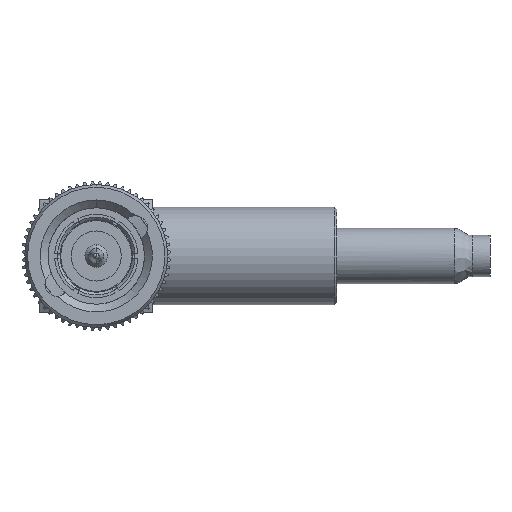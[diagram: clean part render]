
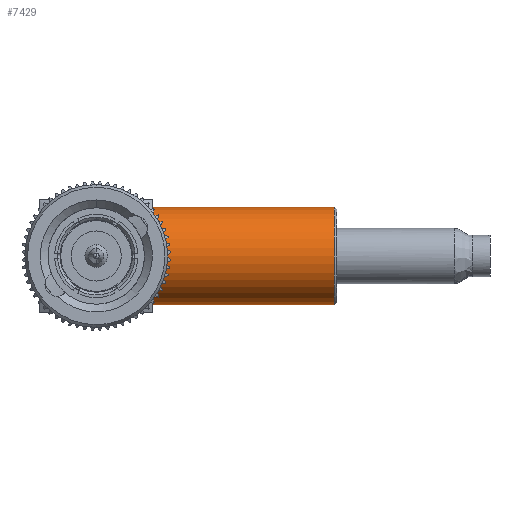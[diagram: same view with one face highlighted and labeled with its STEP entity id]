
A CAD part, left-side view. The second image highlights one B-rep face of the part: STEP entity #7429.
In plain terms, the highlighted cylindrical face has radius 4.763 mm (diameter 9.525 mm), a partial arc.
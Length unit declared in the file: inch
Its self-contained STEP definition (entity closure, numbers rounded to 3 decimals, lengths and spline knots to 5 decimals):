
#778 = ORIENTED_EDGE ( 'NONE', *, *, #13665, .T. ) ;
#1533 = VECTOR ( 'NONE', #12171, 39.37008 ) ;
#2114 = CARTESIAN_POINT ( 'NONE',  ( 1.25903, -0.91344, 0. ) ) ;
#2322 = ORIENTED_EDGE ( 'NONE', *, *, #8977, .T. ) ;
#2728 = VERTEX_POINT ( 'NONE', #15419 ) ;
#3555 = EDGE_CURVE ( 'NONE', #4237, #2728, #8192, .T. ) ;
#4096 = CARTESIAN_POINT ( 'NONE',  ( 1.25903, -3.17133, 0.1875 ) ) ;
#4149 = CARTESIAN_POINT ( 'NONE',  ( 1.25903, -3.17133, -0.1875 ) ) ;
#4150 = DIRECTION ( 'NONE',  ( 0., 1., 0. ) ) ;
#4237 = VERTEX_POINT ( 'NONE', #6571 ) ;
#4737 = DIRECTION ( 'NONE',  ( 0., 1., 0. ) ) ;
#4763 = DIRECTION ( 'NONE',  ( 0., 1., 0. ) ) ;
#5147 = DIRECTION ( 'NONE',  ( 0., -1., 0. ) ) ;
#6221 = EDGE_LOOP ( 'NONE', ( #6974, #778, #2322, #12334 ) ) ;
#6384 = DIRECTION ( 'NONE',  ( 0., 0., 1. ) ) ;
#6571 = CARTESIAN_POINT ( 'NONE',  ( 1.25903, -0.2175, 0.1875 ) ) ;
#6925 = AXIS2_PLACEMENT_3D ( 'NONE', #17218, #5147, #6384 ) ;
#6974 = ORIENTED_EDGE ( 'NONE', *, *, #13984, .F. ) ;
#7429 = ADVANCED_FACE ( 'NONE', ( #16913 ), #8963, .T. ) ;
#8093 = AXIS2_PLACEMENT_3D ( 'NONE', #2114, #4763, #10075 ) ;
#8192 = CIRCLE ( 'NONE', #6925, 0.1875 ) ;
#8295 = CIRCLE ( 'NONE', #8093, 0.1875 ) ;
#8504 = LINE ( 'NONE', #4149, #1533 ) ;
#8901 = AXIS2_PLACEMENT_3D ( 'NONE', #11445, #4737, #14102 ) ;
#8963 = CYLINDRICAL_SURFACE ( 'NONE', #8901, 0.1875 ) ;
#8977 = EDGE_CURVE ( 'NONE', #10443, #4237, #10620, .T. ) ;
#10075 = DIRECTION ( 'NONE',  ( 0., 0., -1. ) ) ;
#10443 = VERTEX_POINT ( 'NONE', #16313 ) ;
#10620 = LINE ( 'NONE', #4096, #17090 ) ;
#11445 = CARTESIAN_POINT ( 'NONE',  ( 1.25903, -3.17133, 0. ) ) ;
#11515 = CARTESIAN_POINT ( 'NONE',  ( 1.25903, -0.91344, -0.1875 ) ) ;
#12171 = DIRECTION ( 'NONE',  ( 0., 1., 0. ) ) ;
#12334 = ORIENTED_EDGE ( 'NONE', *, *, #3555, .T. ) ;
#13665 = EDGE_CURVE ( 'NONE', #15519, #10443, #8295, .T. ) ;
#13984 = EDGE_CURVE ( 'NONE', #15519, #2728, #8504, .T. ) ;
#14102 = DIRECTION ( 'NONE',  ( 0., 0., 1. ) ) ;
#15419 = CARTESIAN_POINT ( 'NONE',  ( 1.25903, -0.2175, -0.1875 ) ) ;
#15519 = VERTEX_POINT ( 'NONE', #11515 ) ;
#16313 = CARTESIAN_POINT ( 'NONE',  ( 1.25903, -0.91344, 0.1875 ) ) ;
#16913 = FACE_OUTER_BOUND ( 'NONE', #6221, .T. ) ;
#17090 = VECTOR ( 'NONE', #4150, 39.37008 ) ;
#17218 = CARTESIAN_POINT ( 'NONE',  ( 1.25903, -0.2175, 0. ) ) ;
